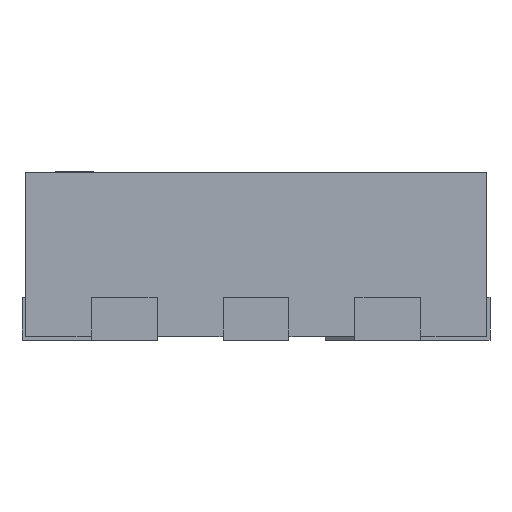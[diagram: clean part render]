
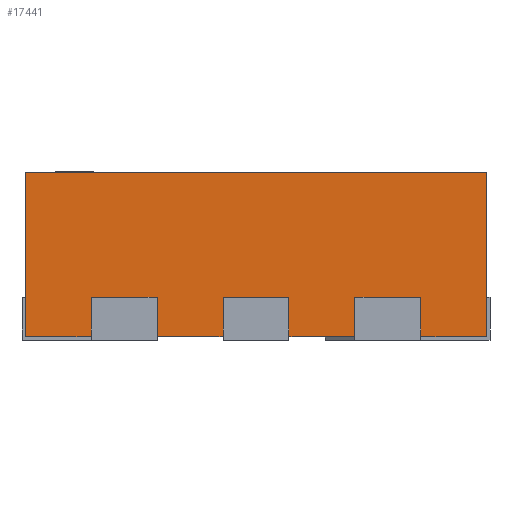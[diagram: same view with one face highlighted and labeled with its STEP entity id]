
A CAD part, left-side view. The second image highlights one B-rep face of the part: STEP entity #17441.
In plain terms, the highlighted planar face has unit normal (-1, 0, 0).
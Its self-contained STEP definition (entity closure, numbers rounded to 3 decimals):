
#191 = VECTOR ( 'NONE', #5541, 1000. ) ;
#731 = CARTESIAN_POINT ( 'NONE',  ( -0.9, -0.7, 0.51 ) ) ;
#781 = VERTEX_POINT ( 'NONE', #10580 ) ;
#946 = EDGE_CURVE ( 'NONE', #4449, #781, #14857, .T. ) ;
#984 = VERTEX_POINT ( 'NONE', #5359 ) ;
#1157 = DIRECTION ( 'NONE',  ( 0., 0., 1. ) ) ;
#1257 = LINE ( 'NONE', #1365, #8862 ) ;
#1365 = CARTESIAN_POINT ( 'NONE',  ( -0.9, 0.3, 0.51 ) ) ;
#1886 = DIRECTION ( 'NONE',  ( 0., -1., 0. ) ) ;
#1968 = ORIENTED_EDGE ( 'NONE', *, *, #17948, .T. ) ;
#2256 = CARTESIAN_POINT ( 'NONE',  ( -0.9, -0.7, 0.13 ) ) ;
#2355 = VECTOR ( 'NONE', #11128, 1000. ) ;
#2728 = CARTESIAN_POINT ( 'NONE',  ( -0.9, -0.3, 0.51 ) ) ;
#2882 = ORIENTED_EDGE ( 'NONE', *, *, #12885, .F. ) ;
#3234 = CARTESIAN_POINT ( 'NONE',  ( -0.9, -0.3, 0.13 ) ) ;
#3664 = ORIENTED_EDGE ( 'NONE', *, *, #12492, .T. ) ;
#3680 = ORIENTED_EDGE ( 'NONE', *, *, #10190, .F. ) ;
#3908 = LINE ( 'NONE', #19113, #191 ) ;
#3943 = LINE ( 'NONE', #2256, #9193 ) ;
#3964 = CARTESIAN_POINT ( 'NONE',  ( -0.9, 0.3, 0.13 ) ) ;
#4046 = CARTESIAN_POINT ( 'NONE',  ( -0.9, 0.5, 0.13 ) ) ;
#4087 = LINE ( 'NONE', #21334, #2355 ) ;
#4149 = ORIENTED_EDGE ( 'NONE', *, *, #14145, .F. ) ;
#4256 = PLANE ( 'NONE',  #4982 ) ;
#4311 = LINE ( 'NONE', #9275, #18086 ) ;
#4371 = EDGE_CURVE ( 'NONE', #22243, #16086, #1257, .T. ) ;
#4449 = VERTEX_POINT ( 'NONE', #8815 ) ;
#4551 = EDGE_CURVE ( 'NONE', #12174, #984, #4311, .T. ) ;
#4637 = VECTOR ( 'NONE', #1157, 1000. ) ;
#4689 = LINE ( 'NONE', #11716, #13505 ) ;
#4704 = EDGE_CURVE ( 'NONE', #21693, #18620, #14201, .T. ) ;
#4746 = LINE ( 'NONE', #18946, #18193 ) ;
#4799 = EDGE_CURVE ( 'NONE', #22243, #11904, #4940, .T. ) ;
#4842 = VERTEX_POINT ( 'NONE', #15803 ) ;
#4940 = LINE ( 'NONE', #9993, #12516 ) ;
#4982 = AXIS2_PLACEMENT_3D ( 'NONE', #731, #14398, #14508 ) ;
#5359 = CARTESIAN_POINT ( 'NONE',  ( -0.9, 0.5, 0.01 ) ) ;
#5361 = CARTESIAN_POINT ( 'NONE',  ( -0.9, 0.1, 0.01 ) ) ;
#5541 = DIRECTION ( 'NONE',  ( 0., 0., -1. ) ) ;
#6000 = DIRECTION ( 'NONE',  ( 0., 0., 1. ) ) ;
#6034 = EDGE_CURVE ( 'NONE', #12788, #17125, #22841, .T. ) ;
#6162 = LINE ( 'NONE', #2728, #11299 ) ;
#6468 = ORIENTED_EDGE ( 'NONE', *, *, #4704, .T. ) ;
#6586 = VERTEX_POINT ( 'NONE', #13664 ) ;
#6639 = EDGE_CURVE ( 'NONE', #12174, #16086, #3943, .T. ) ;
#6705 = DIRECTION ( 'NONE',  ( 0., -1., 0. ) ) ;
#7565 = ORIENTED_EDGE ( 'NONE', *, *, #20545, .T. ) ;
#7624 = ORIENTED_EDGE ( 'NONE', *, *, #4371, .F. ) ;
#7732 = VECTOR ( 'NONE', #6000, 1000. ) ;
#8018 = CARTESIAN_POINT ( 'NONE',  ( -0.9, -0.5, 0.51 ) ) ;
#8283 = ORIENTED_EDGE ( 'NONE', *, *, #4799, .T. ) ;
#8411 = VECTOR ( 'NONE', #6705, 1000. ) ;
#8815 = CARTESIAN_POINT ( 'NONE',  ( -0.9, 0.7, 0.51 ) ) ;
#8862 = VECTOR ( 'NONE', #16932, 1000. ) ;
#9193 = VECTOR ( 'NONE', #12947, 1000. ) ;
#9275 = CARTESIAN_POINT ( 'NONE',  ( -0.9, 0.5, 0.51 ) ) ;
#9582 = ORIENTED_EDGE ( 'NONE', *, *, #4551, .F. ) ;
#9666 = CARTESIAN_POINT ( 'NONE',  ( -0.9, 0.1, 0.13 ) ) ;
#9897 = DIRECTION ( 'NONE',  ( 0., -1., 0. ) ) ;
#9986 = CARTESIAN_POINT ( 'NONE',  ( -0.9, -0.1, 0.51 ) ) ;
#9993 = CARTESIAN_POINT ( 'NONE',  ( -0.9, -0.7, 0.01 ) ) ;
#10006 = ORIENTED_EDGE ( 'NONE', *, *, #6639, .T. ) ;
#10124 = DIRECTION ( 'NONE',  ( 0., -1., 0. ) ) ;
#10190 = EDGE_CURVE ( 'NONE', #781, #12228, #4689, .T. ) ;
#10353 = VECTOR ( 'NONE', #17358, 1000. ) ;
#10580 = CARTESIAN_POINT ( 'NONE',  ( -0.9, -0.7, 0.51 ) ) ;
#10718 = DIRECTION ( 'NONE',  ( 0., -1., 0. ) ) ;
#10829 = CARTESIAN_POINT ( 'NONE',  ( -0.9, -0.7, 0.13 ) ) ;
#11128 = DIRECTION ( 'NONE',  ( 0., 0., -1. ) ) ;
#11299 = VECTOR ( 'NONE', #20018, 1000. ) ;
#11313 = ORIENTED_EDGE ( 'NONE', *, *, #20961, .T. ) ;
#11494 = DIRECTION ( 'NONE',  ( 0., -1., 0. ) ) ;
#11716 = CARTESIAN_POINT ( 'NONE',  ( -0.9, -0.7, 0.51 ) ) ;
#11904 = VERTEX_POINT ( 'NONE', #5361 ) ;
#12011 = LINE ( 'NONE', #12115, #8411 ) ;
#12115 = CARTESIAN_POINT ( 'NONE',  ( -0.9, -0.7, 0.01 ) ) ;
#12174 = VERTEX_POINT ( 'NONE', #4046 ) ;
#12228 = VERTEX_POINT ( 'NONE', #16537 ) ;
#12492 = EDGE_CURVE ( 'NONE', #4842, #12228, #12011, .T. ) ;
#12516 = VECTOR ( 'NONE', #9897, 1000. ) ;
#12788 = VERTEX_POINT ( 'NONE', #9666 ) ;
#12862 = ORIENTED_EDGE ( 'NONE', *, *, #22907, .F. ) ;
#12885 = EDGE_CURVE ( 'NONE', #6586, #17125, #20892, .T. ) ;
#12947 = DIRECTION ( 'NONE',  ( 0., -1., 0. ) ) ;
#13047 = VECTOR ( 'NONE', #11494, 1000. ) ;
#13390 = EDGE_CURVE ( 'NONE', #21693, #17300, #6162, .T. ) ;
#13505 = VECTOR ( 'NONE', #17044, 1000. ) ;
#13664 = CARTESIAN_POINT ( 'NONE',  ( -0.9, -0.1, 0.01 ) ) ;
#13766 = VERTEX_POINT ( 'NONE', #16136 ) ;
#13902 = ORIENTED_EDGE ( 'NONE', *, *, #6034, .T. ) ;
#14145 = EDGE_CURVE ( 'NONE', #12788, #11904, #3908, .T. ) ;
#14201 = LINE ( 'NONE', #10829, #17699 ) ;
#14398 = DIRECTION ( 'NONE',  ( 1., 0., 0. ) ) ;
#14455 = LINE ( 'NONE', #14563, #20461 ) ;
#14508 = DIRECTION ( 'NONE',  ( 0., 1., 0. ) ) ;
#14563 = CARTESIAN_POINT ( 'NONE',  ( -0.9, -0.7, 0.01 ) ) ;
#14857 = LINE ( 'NONE', #16588, #13047 ) ;
#15803 = CARTESIAN_POINT ( 'NONE',  ( -0.9, -0.5, 0.01 ) ) ;
#16086 = VERTEX_POINT ( 'NONE', #3964 ) ;
#16136 = CARTESIAN_POINT ( 'NONE',  ( -0.9, 0.7, 0.01 ) ) ;
#16537 = CARTESIAN_POINT ( 'NONE',  ( -0.9, -0.7, 0.01 ) ) ;
#16588 = CARTESIAN_POINT ( 'NONE',  ( -0.9, -0.7, 0.51 ) ) ;
#16670 = DIRECTION ( 'NONE',  ( 0., 0., -1. ) ) ;
#16842 = LINE ( 'NONE', #8018, #7732 ) ;
#16932 = DIRECTION ( 'NONE',  ( 0., 0., 1. ) ) ;
#17044 = DIRECTION ( 'NONE',  ( 0., 0., -1. ) ) ;
#17125 = VERTEX_POINT ( 'NONE', #18060 ) ;
#17300 = VERTEX_POINT ( 'NONE', #20700 ) ;
#17358 = DIRECTION ( 'NONE',  ( 0., -1., 0. ) ) ;
#17441 = ADVANCED_FACE ( 'NONE', ( #18150 ), #4256, .F. ) ;
#17699 = VECTOR ( 'NONE', #10718, 1000. ) ;
#17948 = EDGE_CURVE ( 'NONE', #4449, #13766, #4087, .T. ) ;
#18060 = CARTESIAN_POINT ( 'NONE',  ( -0.9, -0.1, 0.13 ) ) ;
#18086 = VECTOR ( 'NONE', #16670, 1000. ) ;
#18150 = FACE_OUTER_BOUND ( 'NONE', #21786, .T. ) ;
#18193 = VECTOR ( 'NONE', #10124, 1000. ) ;
#18620 = VERTEX_POINT ( 'NONE', #20245 ) ;
#18946 = CARTESIAN_POINT ( 'NONE',  ( -0.9, -0.7, 0.01 ) ) ;
#19113 = CARTESIAN_POINT ( 'NONE',  ( -0.9, 0.1, 0.51 ) ) ;
#20018 = DIRECTION ( 'NONE',  ( 0., 0., -1. ) ) ;
#20245 = CARTESIAN_POINT ( 'NONE',  ( -0.9, -0.5, 0.13 ) ) ;
#20461 = VECTOR ( 'NONE', #1886, 1000. ) ;
#20545 = EDGE_CURVE ( 'NONE', #6586, #17300, #4746, .T. ) ;
#20700 = CARTESIAN_POINT ( 'NONE',  ( -0.9, -0.3, 0.01 ) ) ;
#20892 = LINE ( 'NONE', #9986, #4637 ) ;
#20961 = EDGE_CURVE ( 'NONE', #13766, #984, #14455, .T. ) ;
#21334 = CARTESIAN_POINT ( 'NONE',  ( -0.9, 0.7, 0.51 ) ) ;
#21651 = ORIENTED_EDGE ( 'NONE', *, *, #13390, .F. ) ;
#21693 = VERTEX_POINT ( 'NONE', #3234 ) ;
#21786 = EDGE_LOOP ( 'NONE', ( #12862, #3664, #3680, #21847, #1968, #11313, #9582, #10006, #7624, #8283, #4149, #13902, #2882, #7565, #21651, #6468 ) ) ;
#21847 = ORIENTED_EDGE ( 'NONE', *, *, #946, .F. ) ;
#22052 = CARTESIAN_POINT ( 'NONE',  ( -0.9, 0.3, 0.01 ) ) ;
#22243 = VERTEX_POINT ( 'NONE', #22052 ) ;
#22486 = CARTESIAN_POINT ( 'NONE',  ( -0.9, -0.7, 0.13 ) ) ;
#22841 = LINE ( 'NONE', #22486, #10353 ) ;
#22907 = EDGE_CURVE ( 'NONE', #4842, #18620, #16842, .T. ) ;
